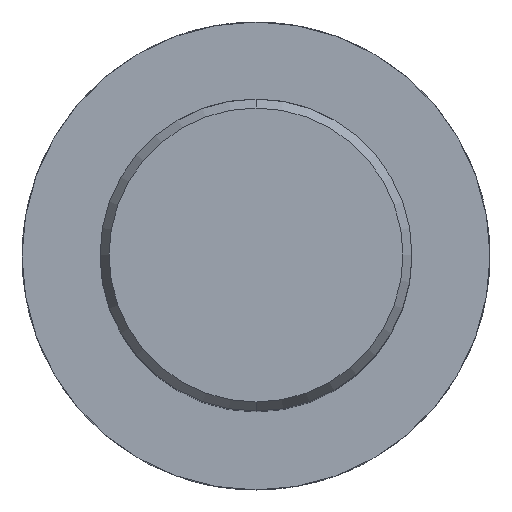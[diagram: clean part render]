
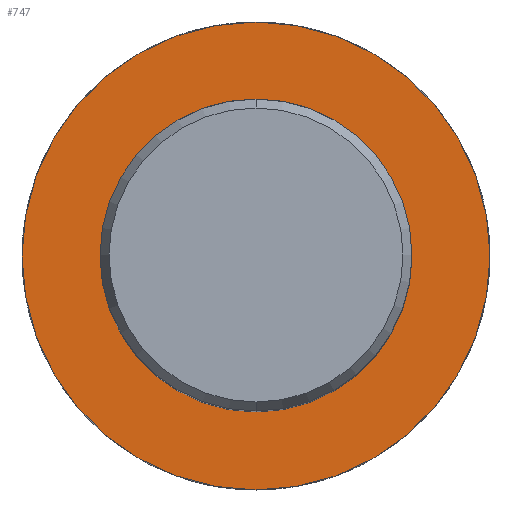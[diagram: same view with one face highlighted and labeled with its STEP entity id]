
A CAD part, top view. The second image highlights one B-rep face of the part: STEP entity #747.
In plain terms, the highlighted planar face has unit normal (0, 0, 1).
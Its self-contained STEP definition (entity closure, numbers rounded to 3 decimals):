
#421=VERTEX_POINT('',#1223);
#457=VERTEX_POINT('',#1263);
#549=EDGE_CURVE('',#611,#421,#1365,.T.);
#611=VERTEX_POINT('',#1431);
#685=VERTEX_POINT('',#1512);
#747=ADVANCED_FACE('',(#1580,#1581),#1582,.T.);
#751=EDGE_CURVE('',#421,#611,#1586,.T.);
#905=EDGE_CURVE('',#457,#685,#1757,.T.);
#1025=EDGE_CURVE('',#685,#457,#1885,.T.);
#1223=CARTESIAN_POINT('',(0.,-20.0,-70.0));
#1263=CARTESIAN_POINT('',(0.,-30.0,-70.0));
#1365=CIRCLE('',#2489,20.0);
#1431=CARTESIAN_POINT('',(0.0,20.0,-70.0));
#1512=CARTESIAN_POINT('',(0.0,30.0,-70.0));
#1580=FACE_BOUND('',#3137,.T.);
#1581=FACE_OUTER_BOUND('',#3138,.T.);
#1582=PLANE('',#3139);
#1586=CIRCLE('',#3144,20.0);
#1757=CIRCLE('',#3940,30.0);
#1885=CIRCLE('',#4827,30.0);
#2489=AXIS2_PLACEMENT_3D('',#5803,#5804,#5805);
#3137=EDGE_LOOP('',(#6017,#6018));
#3138=EDGE_LOOP('',(#6019,#6020));
#3139=AXIS2_PLACEMENT_3D('',#6021,#6022,#6023);
#3144=AXIS2_PLACEMENT_3D('',#6024,#6025,#6026);
#3940=AXIS2_PLACEMENT_3D('',#6222,#6223,#6224);
#4827=AXIS2_PLACEMENT_3D('',#6337,#6338,#6339);
#5803=CARTESIAN_POINT('',(0.0,0.0,-70.0));
#5804=DIRECTION('',(-0.0,0.0,-1.0));
#5805=DIRECTION('',(0.0,1.0,0.0));
#6017=ORIENTED_EDGE('',*,*,#549,.T.);
#6018=ORIENTED_EDGE('',*,*,#751,.T.);
#6019=ORIENTED_EDGE('',*,*,#1025,.F.);
#6020=ORIENTED_EDGE('',*,*,#905,.F.);
#6021=CARTESIAN_POINT('',(0.0,15.0,-70.0));
#6022=DIRECTION('',(-0.0,0.0,1.0));
#6023=DIRECTION('',(0.0,-1.0,0.0));
#6024=CARTESIAN_POINT('',(0.0,0.0,-70.0));
#6025=DIRECTION('',(-0.0,0.0,-1.0));
#6026=DIRECTION('',(0.0,1.0,0.0));
#6222=CARTESIAN_POINT('',(0.0,0.0,-70.0));
#6223=DIRECTION('',(0.0,0.0,-1.0));
#6224=DIRECTION('',(0.0,1.0,0.0));
#6337=CARTESIAN_POINT('',(0.0,0.0,-70.0));
#6338=DIRECTION('',(0.0,0.0,-1.0));
#6339=DIRECTION('',(0.0,1.0,0.0));
